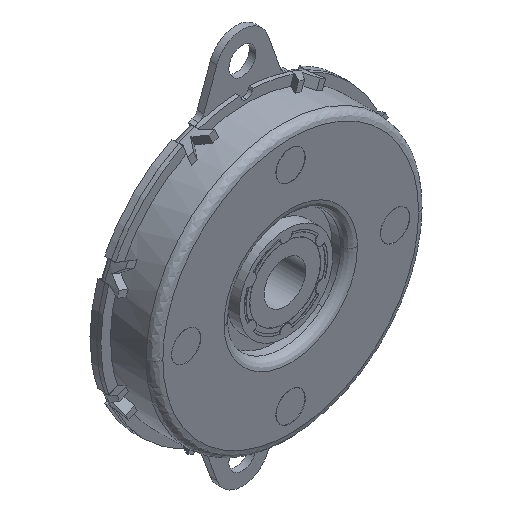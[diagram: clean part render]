
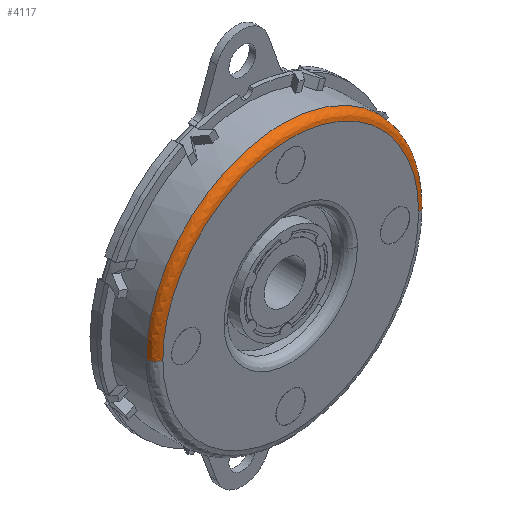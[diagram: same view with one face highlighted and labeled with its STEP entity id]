
A CAD part, isometric view. The second image highlights one B-rep face of the part: STEP entity #4117.
In plain terms, the highlighted free-form (B-spline) face has degree [2, 2] with [7, 3] control points.
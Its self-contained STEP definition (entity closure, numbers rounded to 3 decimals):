
#3918=CARTESIAN_POINT('',(0.0,-13.2,30.7));
#3919=VERTEX_POINT('',#3918);
#3920=CARTESIAN_POINT('',(-30.7,-13.2,0.));
#3921=VERTEX_POINT('',#3920);
#3922=CARTESIAN_POINT('',(0.0,-13.2,30.7));
#3923=CARTESIAN_POINT('',(-30.7,-13.2,30.7));
#3924=CARTESIAN_POINT('',(-30.7,-13.2,0.));
#3932=(BOUNDED_CURVE()B_SPLINE_CURVE(2,(#3922,#3923,#3924),.UNSPECIFIED.,.F.,.U.)B_SPLINE_CURVE_WITH_KNOTS((3,3),(0.0,0.25),.UNSPECIFIED.)CURVE()GEOMETRIC_REPRESENTATION_ITEM()RATIONAL_B_SPLINE_CURVE((1.0,0.707,1.0))REPRESENTATION_ITEM(''));
#3933=EDGE_CURVE('',#3919,#3921,#3932,.T.);
#3950=CARTESIAN_POINT('',(30.7,-13.2,0.));
#3951=VERTEX_POINT('',#3950);
#3965=CARTESIAN_POINT('',(30.7,-13.2,0.));
#3966=CARTESIAN_POINT('',(30.7,-13.2,30.7));
#3967=CARTESIAN_POINT('',(0.0,-13.2,30.7));
#3975=(BOUNDED_CURVE()B_SPLINE_CURVE(2,(#3965,#3966,#3967),.UNSPECIFIED.,.F.,.U.)B_SPLINE_CURVE_WITH_KNOTS((3,3),(0.75,1.0),.UNSPECIFIED.)CURVE()GEOMETRIC_REPRESENTATION_ITEM()RATIONAL_B_SPLINE_CURVE((1.0,0.707,1.0))REPRESENTATION_ITEM(''));
#3976=EDGE_CURVE('',#3951,#3919,#3975,.T.);
#4011=CARTESIAN_POINT('',(-30.561,-13.195,-0.854));
#4012=CARTESIAN_POINT('',(-30.561,-13.195,-0.43));
#4013=CARTESIAN_POINT('',(-30.561,-13.195,30.561));
#4014=CARTESIAN_POINT('',(0.,-13.195,30.561));
#4015=CARTESIAN_POINT('',(30.561,-13.195,30.561));
#4016=CARTESIAN_POINT('',(30.561,-13.195,-0.43));
#4017=CARTESIAN_POINT('',(30.561,-13.195,-0.854));
#4018=CARTESIAN_POINT('',(-32.855,-13.355,-0.919));
#4019=CARTESIAN_POINT('',(-32.855,-13.355,-0.462));
#4020=CARTESIAN_POINT('',(-32.855,-13.355,32.855));
#4021=CARTESIAN_POINT('',(0.,-13.355,32.855));
#4022=CARTESIAN_POINT('',(32.855,-13.355,32.855));
#4023=CARTESIAN_POINT('',(32.855,-13.355,-0.462));
#4024=CARTESIAN_POINT('',(32.855,-13.355,-0.919));
#4025=CARTESIAN_POINT('',(-32.695,-11.061,-0.914));
#4026=CARTESIAN_POINT('',(-32.695,-11.061,-0.46));
#4027=CARTESIAN_POINT('',(-32.695,-11.061,32.695));
#4028=CARTESIAN_POINT('',(0.,-11.061,32.695));
#4029=CARTESIAN_POINT('',(32.695,-11.061,32.695));
#4030=CARTESIAN_POINT('',(32.695,-11.061,-0.46));
#4031=CARTESIAN_POINT('',(32.695,-11.061,-0.914));
#4039=(BOUNDED_SURFACE()B_SPLINE_SURFACE(2,2,((#4011,#4018,#4025),(#4012,#4019,#4026),(#4013,#4020,#4027),(#4014,#4021,#4028),(#4015,#4022,#4029),(#4016,#4023,#4030),(#4017,#4024,#4031)),.UNSPECIFIED.,.F.,.F.,.U.)B_SPLINE_SURFACE_WITH_KNOTS((3,1,2,1,3),(3,3),(0.0,1.083,55.255,109.426,110.509),(0.0,3.645),.UNSPECIFIED.)GEOMETRIC_REPRESENTATION_ITEM()RATIONAL_B_SPLINE_SURFACE(((0.927,0.606,0.922),(0.921,0.603,0.916),(0.648,0.424,0.644),(0.916,0.599,0.911),(0.648,0.424,0.644),(0.921,0.603,0.916),(0.927,0.606,0.922)))REPRESENTATION_ITEM('')SURFACE());
#4040=CARTESIAN_POINT('',(-32.7,-11.2,0.));
#4041=VERTEX_POINT('',#4040);
#4042=CARTESIAN_POINT('',(0.0,-11.2,32.7));
#4043=VERTEX_POINT('',#4042);
#4044=CARTESIAN_POINT('',(-32.7,-11.2,0.));
#4045=CARTESIAN_POINT('',(-32.7,-11.2,32.7));
#4046=CARTESIAN_POINT('',(0.0,-11.2,32.7));
#4054=(BOUNDED_CURVE()B_SPLINE_CURVE(2,(#4044,#4045,#4046),.UNSPECIFIED.,.F.,.U.)B_SPLINE_CURVE_WITH_KNOTS((3,3),(0.75,1.0),.UNSPECIFIED.)CURVE()GEOMETRIC_REPRESENTATION_ITEM()RATIONAL_B_SPLINE_CURVE((1.,0.707,1.0))REPRESENTATION_ITEM(''));
#4055=EDGE_CURVE('',#4041,#4043,#4054,.T.);
#4056=ORIENTED_EDGE('',*,*,#4055,.F.);
#4057=CARTESIAN_POINT('',(-30.7,-13.2,0.));
#4058=CARTESIAN_POINT('',(-32.7,-13.2,0.));
#4059=CARTESIAN_POINT('',(-32.7,-11.2,0.));
#4067=(BOUNDED_CURVE()B_SPLINE_CURVE(2,(#4057,#4058,#4059),.UNSPECIFIED.,.F.,.U.)B_SPLINE_CURVE_WITH_KNOTS((3,3),(-1.736,-0.277),.UNSPECIFIED.)CURVE()GEOMETRIC_REPRESENTATION_ITEM()RATIONAL_B_SPLINE_CURVE((0.889,0.627,0.884))REPRESENTATION_ITEM(''));
#4068=EDGE_CURVE('',#3921,#4041,#4067,.T.);
#4069=ORIENTED_EDGE('',*,*,#4068,.F.);
#4070=ORIENTED_EDGE('',*,*,#3933,.F.);
#4071=ORIENTED_EDGE('',*,*,#3976,.F.);
#4072=CARTESIAN_POINT('',(32.7,-11.2,0.));
#4073=VERTEX_POINT('',#4072);
#4074=CARTESIAN_POINT('',(30.7,-13.2,0.));
#4075=CARTESIAN_POINT('',(32.7,-13.2,0.));
#4076=CARTESIAN_POINT('',(32.7,-11.2,0.));
#4084=(BOUNDED_CURVE()B_SPLINE_CURVE(2,(#4074,#4075,#4076),.UNSPECIFIED.,.F.,.U.)B_SPLINE_CURVE_WITH_KNOTS((3,3),(-1.736,-0.277),.UNSPECIFIED.)CURVE()GEOMETRIC_REPRESENTATION_ITEM()RATIONAL_B_SPLINE_CURVE((0.889,0.627,0.884))REPRESENTATION_ITEM(''));
#4085=EDGE_CURVE('',#3951,#4073,#4084,.T.);
#4086=ORIENTED_EDGE('',*,*,#4085,.T.);
#4087=CARTESIAN_POINT('',(22.994,-11.2,23.25));
#4088=VERTEX_POINT('',#4087);
#4089=CARTESIAN_POINT('',(22.994,-11.2,23.25));
#4090=CARTESIAN_POINT('',(32.7,-11.2,13.651));
#4091=CARTESIAN_POINT('',(32.7,-11.2,0.));
#4099=(BOUNDED_CURVE()B_SPLINE_CURVE(2,(#4089,#4090,#4091),.UNSPECIFIED.,.F.,.U.)B_SPLINE_CURVE_WITH_KNOTS((3,3),(0.124,0.25),.UNSPECIFIED.)CURVE()GEOMETRIC_REPRESENTATION_ITEM()RATIONAL_B_SPLINE_CURVE((0.854,0.853,1.))REPRESENTATION_ITEM(''));
#4100=EDGE_CURVE('',#4088,#4073,#4099,.T.);
#4101=ORIENTED_EDGE('',*,*,#4100,.F.);
#4102=CARTESIAN_POINT('',(0.0,-11.2,32.7));
#4103=CARTESIAN_POINT('',(13.439,-11.2,32.7));
#4104=CARTESIAN_POINT('',(22.994,-11.2,23.25));
#4112=(BOUNDED_CURVE()B_SPLINE_CURVE(2,(#4102,#4103,#4104),.UNSPECIFIED.,.F.,.U.)B_SPLINE_CURVE_WITH_KNOTS((3,3),(0.0,0.124),.UNSPECIFIED.)CURVE()GEOMETRIC_REPRESENTATION_ITEM()RATIONAL_B_SPLINE_CURVE((1.0,0.855,0.854))REPRESENTATION_ITEM(''));
#4113=EDGE_CURVE('',#4043,#4088,#4112,.T.);
#4114=ORIENTED_EDGE('',*,*,#4113,.F.);
#4115=EDGE_LOOP('',(#4056,#4069,#4070,#4071,#4086,#4101,#4114));
#4116=FACE_OUTER_BOUND('',#4115,.T.);
#4117=ADVANCED_FACE('',(#4116),#4039,.T.);
